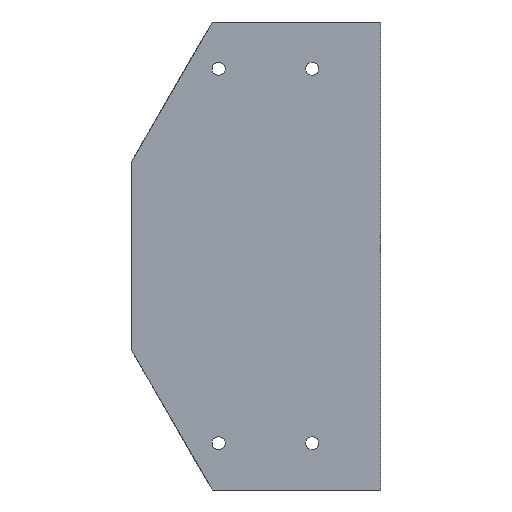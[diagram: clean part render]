
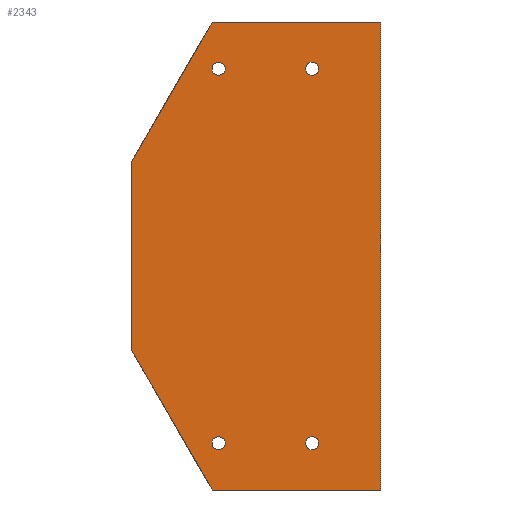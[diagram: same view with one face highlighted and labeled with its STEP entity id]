
A CAD part, left-side view. The second image highlights one B-rep face of the part: STEP entity #2343.
In plain terms, the highlighted planar face has unit normal (-1, 0, 0).
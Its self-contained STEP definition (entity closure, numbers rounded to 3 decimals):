
#8 = DIRECTION ( 'NONE',  ( 0., 0., 1. ) ) ;
#10 = VECTOR ( 'NONE', #2643, 1000. ) ;
#16 = FACE_BOUND ( 'NONE', #1247, .T. ) ;
#55 = LINE ( 'NONE', #1687, #376 ) ;
#65 = DIRECTION ( 'NONE',  ( 0., 0., 1. ) ) ;
#84 = FACE_OUTER_BOUND ( 'NONE', #2636, .T. ) ;
#107 = DIRECTION ( 'NONE',  ( 0., -0.5, 0.866 ) ) ;
#211 = CARTESIAN_POINT ( 'NONE',  ( -25., -40., 150. ) ) ;
#246 = EDGE_CURVE ( 'NONE', #1391, #417, #1090, .T. ) ;
#248 = CARTESIAN_POINT ( 'NONE',  ( -25., -40., 0. ) ) ;
#256 = CARTESIAN_POINT ( 'NONE',  ( -25., 12., 135. ) ) ;
#283 = AXIS2_PLACEMENT_3D ( 'NONE', #1571, #1368, #2919 ) ;
#306 = CARTESIAN_POINT ( 'NONE',  ( -25., 40., 105. ) ) ;
#308 = ORIENTED_EDGE ( 'NONE', *, *, #2452, .T. ) ;
#314 = CARTESIAN_POINT ( 'NONE',  ( -25., 10.514, -6.071 ) ) ;
#335 = CARTESIAN_POINT ( 'NONE',  ( -25., 75.466, 43.571 ) ) ;
#348 = DIRECTION ( 'NONE',  ( 0., 0., 1. ) ) ;
#352 = ORIENTED_EDGE ( 'NONE', *, *, #2576, .F. ) ;
#363 = ORIENTED_EDGE ( 'NONE', *, *, #1501, .F. ) ;
#376 = VECTOR ( 'NONE', #543, 1000. ) ;
#415 = CIRCLE ( 'NONE', #1114, 2.1 ) ;
#417 = VERTEX_POINT ( 'NONE', #1823 ) ;
#451 = EDGE_LOOP ( 'NONE', ( #1396, #1720 ) ) ;
#487 = DIRECTION ( 'NONE',  ( -1., 0., 0. ) ) ;
#504 = CIRCLE ( 'NONE', #1130, 2.1 ) ;
#536 = AXIS2_PLACEMENT_3D ( 'NONE', #256, #487, #1152 ) ;
#539 = DIRECTION ( 'NONE',  ( -1., 0., 0. ) ) ;
#542 = VECTOR ( 'NONE', #1838, 1000. ) ;
#543 = DIRECTION ( 'NONE',  ( 0., -1., 0. ) ) ;
#574 = CARTESIAN_POINT ( 'NONE',  ( -25., 14.019, 150. ) ) ;
#612 = CARTESIAN_POINT ( 'NONE',  ( -25., -18., 137.1 ) ) ;
#619 = ORIENTED_EDGE ( 'NONE', *, *, #246, .F. ) ;
#640 = DIRECTION ( 'NONE',  ( 0., 0., -1. ) ) ;
#645 = CARTESIAN_POINT ( 'NONE',  ( -25., 12., 137.1 ) ) ;
#651 = VERTEX_POINT ( 'NONE', #306 ) ;
#677 = CARTESIAN_POINT ( 'NONE',  ( -25., -18., 135. ) ) ;
#717 = CARTESIAN_POINT ( 'NONE',  ( -25., 14.019, 0. ) ) ;
#756 = CARTESIAN_POINT ( 'NONE',  ( -25., 12., 132.9 ) ) ;
#780 = VERTEX_POINT ( 'NONE', #1111 ) ;
#803 = EDGE_LOOP ( 'NONE', ( #2935, #1836 ) ) ;
#816 = ORIENTED_EDGE ( 'NONE', *, *, #2598, .F. ) ;
#821 = AXIS2_PLACEMENT_3D ( 'NONE', #211, #2042, #640 ) ;
#878 = LINE ( 'NONE', #248, #542 ) ;
#894 = VERTEX_POINT ( 'NONE', #1309 ) ;
#902 = DIRECTION ( 'NONE',  ( 0., 0., -1. ) ) ;
#921 = VERTEX_POINT ( 'NONE', #645 ) ;
#929 = CARTESIAN_POINT ( 'NONE',  ( -25., -18., 15. ) ) ;
#940 = DIRECTION ( 'NONE',  ( -1., 0., 0. ) ) ;
#1006 = DIRECTION ( 'NONE',  ( -1., 0., 0. ) ) ;
#1014 = DIRECTION ( 'NONE',  ( 0., 0., 1. ) ) ;
#1025 = DIRECTION ( 'NONE',  ( -1., 0., 0. ) ) ;
#1059 = VERTEX_POINT ( 'NONE', #717 ) ;
#1068 = CARTESIAN_POINT ( 'NONE',  ( -25., -18., 17.1 ) ) ;
#1082 = CIRCLE ( 'NONE', #1788, 2.1 ) ;
#1090 = CIRCLE ( 'NONE', #283, 2.1 ) ;
#1100 = EDGE_CURVE ( 'NONE', #1628, #921, #1082, .T. ) ;
#1111 = CARTESIAN_POINT ( 'NONE',  ( -25., -40., 0. ) ) ;
#1114 = AXIS2_PLACEMENT_3D ( 'NONE', #677, #940, #2267 ) ;
#1130 = AXIS2_PLACEMENT_3D ( 'NONE', #1289, #539, #348 ) ;
#1152 = DIRECTION ( 'NONE',  ( 0., 0., 1. ) ) ;
#1181 = LINE ( 'NONE', #1841, #2100 ) ;
#1200 = VERTEX_POINT ( 'NONE', #1068 ) ;
#1240 = CIRCLE ( 'NONE', #536, 2.1 ) ;
#1242 = FACE_BOUND ( 'NONE', #803, .T. ) ;
#1247 = EDGE_LOOP ( 'NONE', ( #619, #363 ) ) ;
#1289 = CARTESIAN_POINT ( 'NONE',  ( -25., 12., 15. ) ) ;
#1309 = CARTESIAN_POINT ( 'NONE',  ( -25., -40., 150. ) ) ;
#1338 = EDGE_CURVE ( 'NONE', #2303, #1846, #1637, .T. ) ;
#1368 = DIRECTION ( 'NONE',  ( -1., 0., 0. ) ) ;
#1391 = VERTEX_POINT ( 'NONE', #612 ) ;
#1396 = ORIENTED_EDGE ( 'NONE', *, *, #2412, .F. ) ;
#1441 = EDGE_CURVE ( 'NONE', #651, #1993, #1181, .T. ) ;
#1501 = EDGE_CURVE ( 'NONE', #417, #1391, #415, .T. ) ;
#1512 = CARTESIAN_POINT ( 'NONE',  ( -25., -18., 15. ) ) ;
#1520 = LINE ( 'NONE', #314, #10 ) ;
#1556 = ORIENTED_EDGE ( 'NONE', *, *, #1441, .T. ) ;
#1571 = CARTESIAN_POINT ( 'NONE',  ( -25., -18., 135. ) ) ;
#1581 = VECTOR ( 'NONE', #107, 1000. ) ;
#1628 = VERTEX_POINT ( 'NONE', #756 ) ;
#1637 = CIRCLE ( 'NONE', #1881, 2.1 ) ;
#1661 = VECTOR ( 'NONE', #902, 1000. ) ;
#1687 = CARTESIAN_POINT ( 'NONE',  ( -25., -40., 150. ) ) ;
#1720 = ORIENTED_EDGE ( 'NONE', *, *, #1100, .F. ) ;
#1737 = EDGE_CURVE ( 'NONE', #2610, #894, #55, .T. ) ;
#1782 = PLANE ( 'NONE',  #821 ) ;
#1788 = AXIS2_PLACEMENT_3D ( 'NONE', #2588, #1006, #65 ) ;
#1790 = CARTESIAN_POINT ( 'NONE',  ( -25., 12., 17.1 ) ) ;
#1792 = CARTESIAN_POINT ( 'NONE',  ( -25., 40., 45. ) ) ;
#1806 = DIRECTION ( 'NONE',  ( 0., 0., -1. ) ) ;
#1823 = CARTESIAN_POINT ( 'NONE',  ( -25., -18., 132.9 ) ) ;
#1829 = AXIS2_PLACEMENT_3D ( 'NONE', #929, #2519, #8 ) ;
#1836 = ORIENTED_EDGE ( 'NONE', *, *, #2430, .F. ) ;
#1838 = DIRECTION ( 'NONE',  ( 0., -1., 0. ) ) ;
#1840 = FACE_BOUND ( 'NONE', #1921, .T. ) ;
#1841 = CARTESIAN_POINT ( 'NONE',  ( -25., 40., 150. ) ) ;
#1846 = VERTEX_POINT ( 'NONE', #2877 ) ;
#1881 = AXIS2_PLACEMENT_3D ( 'NONE', #1987, #2225, #2250 ) ;
#1921 = EDGE_LOOP ( 'NONE', ( #2025, #352 ) ) ;
#1928 = CARTESIAN_POINT ( 'NONE',  ( -25., -18., 12.9 ) ) ;
#1944 = AXIS2_PLACEMENT_3D ( 'NONE', #1512, #1025, #1014 ) ;
#1987 = CARTESIAN_POINT ( 'NONE',  ( -25., 12., 15. ) ) ;
#1993 = VERTEX_POINT ( 'NONE', #1792 ) ;
#2009 = EDGE_CURVE ( 'NONE', #894, #780, #2553, .T. ) ;
#2020 = CIRCLE ( 'NONE', #1944, 2.1 ) ;
#2025 = ORIENTED_EDGE ( 'NONE', *, *, #1338, .F. ) ;
#2042 = DIRECTION ( 'NONE',  ( 1., 0., 0. ) ) ;
#2100 = VECTOR ( 'NONE', #1806, 1000. ) ;
#2154 = EDGE_CURVE ( 'NONE', #1200, #2244, #2020, .T. ) ;
#2191 = ORIENTED_EDGE ( 'NONE', *, *, #2009, .F. ) ;
#2225 = DIRECTION ( 'NONE',  ( -1., 0., 0. ) ) ;
#2244 = VERTEX_POINT ( 'NONE', #1928 ) ;
#2250 = DIRECTION ( 'NONE',  ( 0., 0., 1. ) ) ;
#2267 = DIRECTION ( 'NONE',  ( 0., 0., 1. ) ) ;
#2269 = LINE ( 'NONE', #335, #1581 ) ;
#2292 = CARTESIAN_POINT ( 'NONE',  ( -25., -40., 150. ) ) ;
#2303 = VERTEX_POINT ( 'NONE', #1790 ) ;
#2343 = ADVANCED_FACE ( 'NONE', ( #1840, #1242, #16, #2896, #84 ), #1782, .F. ) ;
#2376 = CIRCLE ( 'NONE', #1829, 2.1 ) ;
#2412 = EDGE_CURVE ( 'NONE', #921, #1628, #1240, .T. ) ;
#2430 = EDGE_CURVE ( 'NONE', #2244, #1200, #2376, .T. ) ;
#2452 = EDGE_CURVE ( 'NONE', #1059, #780, #878, .T. ) ;
#2519 = DIRECTION ( 'NONE',  ( -1., 0., 0. ) ) ;
#2553 = LINE ( 'NONE', #2292, #1661 ) ;
#2576 = EDGE_CURVE ( 'NONE', #1846, #2303, #504, .T. ) ;
#2588 = CARTESIAN_POINT ( 'NONE',  ( -25., 12., 135. ) ) ;
#2596 = EDGE_CURVE ( 'NONE', #1059, #1993, #1520, .T. ) ;
#2598 = EDGE_CURVE ( 'NONE', #651, #2610, #2269, .T. ) ;
#2610 = VERTEX_POINT ( 'NONE', #574 ) ;
#2636 = EDGE_LOOP ( 'NONE', ( #2951, #816, #1556, #2860, #308, #2191 ) ) ;
#2643 = DIRECTION ( 'NONE',  ( 0., 0.5, 0.866 ) ) ;
#2860 = ORIENTED_EDGE ( 'NONE', *, *, #2596, .F. ) ;
#2877 = CARTESIAN_POINT ( 'NONE',  ( -25., 12., 12.9 ) ) ;
#2896 = FACE_BOUND ( 'NONE', #451, .T. ) ;
#2919 = DIRECTION ( 'NONE',  ( 0., 0., 1. ) ) ;
#2935 = ORIENTED_EDGE ( 'NONE', *, *, #2154, .F. ) ;
#2951 = ORIENTED_EDGE ( 'NONE', *, *, #1737, .F. ) ;
